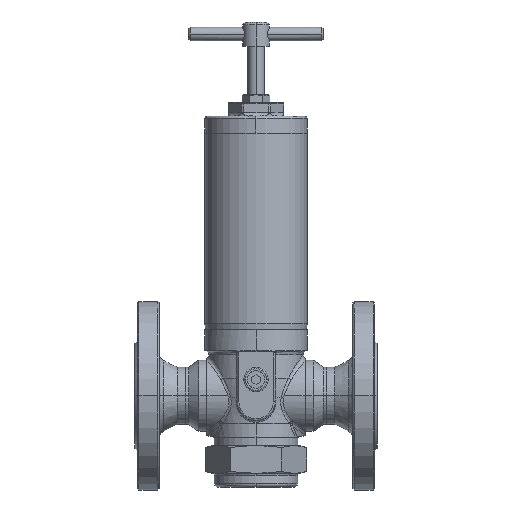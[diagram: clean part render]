
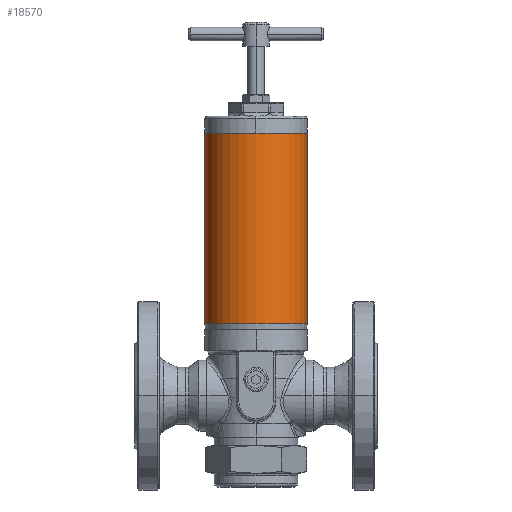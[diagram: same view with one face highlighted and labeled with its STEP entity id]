
A CAD part, top view. The second image highlights one B-rep face of the part: STEP entity #18570.
In plain terms, the highlighted cylindrical face has radius 38 mm (diameter 76 mm), a partial arc.
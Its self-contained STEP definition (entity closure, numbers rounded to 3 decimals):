
#69 = CYLINDRICAL_SURFACE ( 'NONE', #4591, 38. ) ;
#718 = AXIS2_PLACEMENT_3D ( 'NONE', #5023, #8308, #22911 ) ;
#1135 = ORIENTED_EDGE ( 'NONE', *, *, #20870, .T. ) ;
#2568 = ORIENTED_EDGE ( 'NONE', *, *, #7557, .F. ) ;
#2837 = EDGE_CURVE ( 'NONE', #5968, #17380, #6942, .T. ) ;
#4007 = CIRCLE ( 'NONE', #23171, 38. ) ;
#4253 = CARTESIAN_POINT ( 'NONE',  ( -38., 195., 0. ) ) ;
#4591 = AXIS2_PLACEMENT_3D ( 'NONE', #8987, #5385, #23439 ) ;
#5023 = CARTESIAN_POINT ( 'NONE',  ( 0., 195., 0. ) ) ;
#5385 = DIRECTION ( 'NONE',  ( 0., -1., 0. ) ) ;
#5604 = CARTESIAN_POINT ( 'NONE',  ( 38., 53.6, 0. ) ) ;
#5968 = VERTEX_POINT ( 'NONE', #6079 ) ;
#6010 = LINE ( 'NONE', #21892, #10233 ) ;
#6079 = CARTESIAN_POINT ( 'NONE',  ( 38., 195., 0. ) ) ;
#6853 = VERTEX_POINT ( 'NONE', #19952 ) ;
#6942 = CIRCLE ( 'NONE', #718, 38. ) ;
#7506 = VERTEX_POINT ( 'NONE', #5604 ) ;
#7557 = EDGE_CURVE ( 'NONE', #5968, #7506, #21934, .T. ) ;
#8308 = DIRECTION ( 'NONE',  ( 0., -1., 0. ) ) ;
#8556 = CARTESIAN_POINT ( 'NONE',  ( 38., 196.5, 0. ) ) ;
#8987 = CARTESIAN_POINT ( 'NONE',  ( 0., 196.5, 0. ) ) ;
#9329 = DIRECTION ( 'NONE',  ( 0., -1., 0. ) ) ;
#10233 = VECTOR ( 'NONE', #9329, 1000. ) ;
#14610 = ORIENTED_EDGE ( 'NONE', *, *, #21863, .T. ) ;
#15303 = EDGE_LOOP ( 'NONE', ( #19084, #1135, #14610, #2568 ) ) ;
#17234 = DIRECTION ( 'NONE',  ( 1., 0., 0. ) ) ;
#17380 = VERTEX_POINT ( 'NONE', #4253 ) ;
#17752 = DIRECTION ( 'NONE',  ( 0., -1., 0. ) ) ;
#18175 = FACE_OUTER_BOUND ( 'NONE', #15303, .T. ) ;
#18570 = ADVANCED_FACE ( 'NONE', ( #18175 ), #69, .T. ) ;
#19084 = ORIENTED_EDGE ( 'NONE', *, *, #2837, .T. ) ;
#19646 = VECTOR ( 'NONE', #17752, 1000. ) ;
#19952 = CARTESIAN_POINT ( 'NONE',  ( -38., 53.6, 0. ) ) ;
#20870 = EDGE_CURVE ( 'NONE', #17380, #6853, #6010, .T. ) ;
#21863 = EDGE_CURVE ( 'NONE', #6853, #7506, #4007, .T. ) ;
#21892 = CARTESIAN_POINT ( 'NONE',  ( -38., 196.5, 0. ) ) ;
#21934 = LINE ( 'NONE', #8556, #19646 ) ;
#22012 = DIRECTION ( 'NONE',  ( 0., 1., 0. ) ) ;
#22153 = CARTESIAN_POINT ( 'NONE',  ( 0., 53.6, 0. ) ) ;
#22911 = DIRECTION ( 'NONE',  ( 1., 0., 0. ) ) ;
#23171 = AXIS2_PLACEMENT_3D ( 'NONE', #22153, #22012, #17234 ) ;
#23439 = DIRECTION ( 'NONE',  ( 1., 0., 0. ) ) ;
